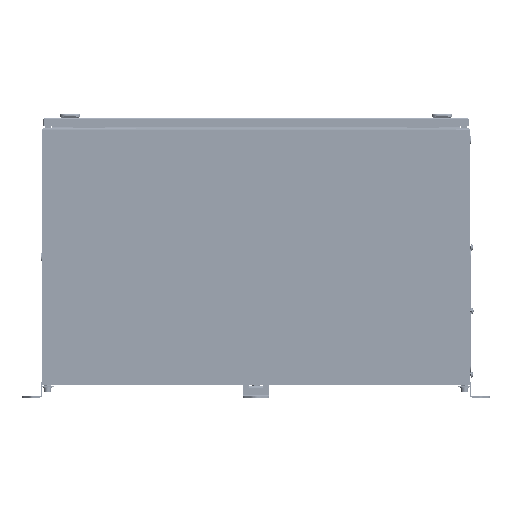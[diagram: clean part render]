
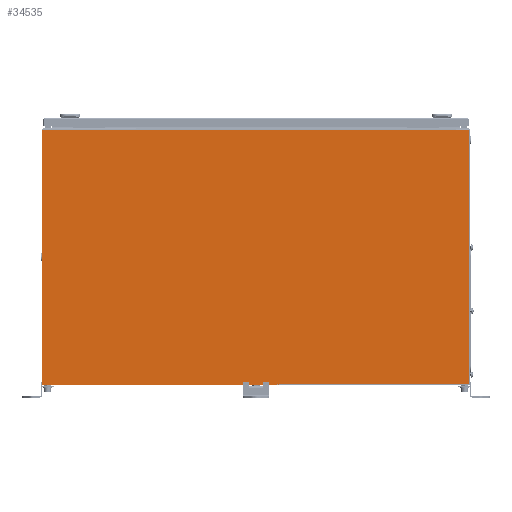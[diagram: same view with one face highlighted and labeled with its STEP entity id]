
A CAD part, left-side view. The second image highlights one B-rep face of the part: STEP entity #34535.
In plain terms, the highlighted face is planar.
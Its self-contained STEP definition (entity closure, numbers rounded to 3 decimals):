
#2023 = VECTOR ( 'NONE', #20662, 1000. ) ;
#2652 = ORIENTED_EDGE ( 'NONE', *, *, #13203, .F. ) ;
#3597 = EDGE_CURVE ( 'NONE', #17511, #10629, #16695, .T. ) ;
#6706 = CARTESIAN_POINT ( 'NONE',  ( 240.225, 400., -1.5 ) ) ;
#7361 = ORIENTED_EDGE ( 'NONE', *, *, #93531, .T. ) ;
#7986 = VERTEX_POINT ( 'NONE', #74843 ) ;
#10629 = VERTEX_POINT ( 'NONE', #68474 ) ;
#12974 = AXIS2_PLACEMENT_3D ( 'NONE', #91898, #85628, #18585 ) ;
#13203 = EDGE_CURVE ( 'NONE', #52129, #43167, #86745, .T. ) ;
#16695 = LINE ( 'NONE', #24360, #90339 ) ;
#17511 = VERTEX_POINT ( 'NONE', #67596 ) ;
#18585 = DIRECTION ( 'NONE',  ( 1., 0., 0. ) ) ;
#19466 = AXIS2_PLACEMENT_3D ( 'NONE', #86976, #77865, #57107 ) ;
#20662 = DIRECTION ( 'NONE',  ( -1., 0., 0. ) ) ;
#21200 = CARTESIAN_POINT ( 'NONE',  ( -237.225, 400., -1.5 ) ) ;
#21656 = CARTESIAN_POINT ( 'NONE',  ( -240.225, -397., -1.5 ) ) ;
#24360 = CARTESIAN_POINT ( 'NONE',  ( 240.225, -400., -1.5 ) ) ;
#27439 = DIRECTION ( 'NONE',  ( 0., -1., 0. ) ) ;
#28739 = EDGE_LOOP ( 'NONE', ( #40639, #38461, #73582, #7361, #2652, #92882 ) ) ;
#29115 = VECTOR ( 'NONE', #55597, 1000. ) ;
#33977 = EDGE_CURVE ( 'NONE', #17511, #45275, #80819, .T. ) ;
#34535 = ADVANCED_FACE ( 'NONE', ( #78319 ), #64329, .F. ) ;
#37542 = EDGE_CURVE ( 'NONE', #7986, #45275, #93628, .T. ) ;
#38461 = ORIENTED_EDGE ( 'NONE', *, *, #33977, .T. ) ;
#39279 = AXIS2_PLACEMENT_3D ( 'NONE', #90520, #40374, #76584 ) ;
#40374 = DIRECTION ( 'NONE',  ( 0., 0., -1. ) ) ;
#40639 = ORIENTED_EDGE ( 'NONE', *, *, #3597, .F. ) ;
#43167 = VERTEX_POINT ( 'NONE', #21200 ) ;
#45275 = VERTEX_POINT ( 'NONE', #21656 ) ;
#47524 = DIRECTION ( 'NONE',  ( 1., 0., 0. ) ) ;
#49772 = CARTESIAN_POINT ( 'NONE',  ( -240.225, -400., -1.5 ) ) ;
#50149 = CARTESIAN_POINT ( 'NONE',  ( 237.225, 400., -1.5 ) ) ;
#52129 = VERTEX_POINT ( 'NONE', #56617 ) ;
#55597 = DIRECTION ( 'NONE',  ( 0., -1., 0. ) ) ;
#56617 = CARTESIAN_POINT ( 'NONE',  ( 237.225, 400., -1.5 ) ) ;
#57107 = DIRECTION ( 'NONE',  ( 1., 0., 0. ) ) ;
#64329 = PLANE ( 'NONE',  #19466 ) ;
#65289 = CIRCLE ( 'NONE', #12974, 3. ) ;
#66580 = EDGE_CURVE ( 'NONE', #52129, #10629, #93538, .T. ) ;
#67596 = CARTESIAN_POINT ( 'NONE',  ( -237.225, -400., -1.5 ) ) ;
#68474 = CARTESIAN_POINT ( 'NONE',  ( 237.225, -400., -1.5 ) ) ;
#73582 = ORIENTED_EDGE ( 'NONE', *, *, #37542, .F. ) ;
#74843 = CARTESIAN_POINT ( 'NONE',  ( -240.225, 397., -1.5 ) ) ;
#76482 = VECTOR ( 'NONE', #27439, 1000. ) ;
#76584 = DIRECTION ( 'NONE',  ( 1., 0., 0. ) ) ;
#77865 = DIRECTION ( 'NONE',  ( 0., 0., 1. ) ) ;
#78319 = FACE_OUTER_BOUND ( 'NONE', #28739, .T. ) ;
#80819 = CIRCLE ( 'NONE', #39279, 3. ) ;
#85628 = DIRECTION ( 'NONE',  ( 0., 0., -1. ) ) ;
#86745 = LINE ( 'NONE', #6706, #2023 ) ;
#86976 = CARTESIAN_POINT ( 'NONE',  ( 0., 0., -1.5 ) ) ;
#90339 = VECTOR ( 'NONE', #47524, 1000. ) ;
#90520 = CARTESIAN_POINT ( 'NONE',  ( -237.225, -397., -1.5 ) ) ;
#91898 = CARTESIAN_POINT ( 'NONE',  ( -237.225, 397., -1.5 ) ) ;
#92882 = ORIENTED_EDGE ( 'NONE', *, *, #66580, .T. ) ;
#93531 = EDGE_CURVE ( 'NONE', #7986, #43167, #65289, .T. ) ;
#93538 = LINE ( 'NONE', #50149, #76482 ) ;
#93628 = LINE ( 'NONE', #49772, #29115 ) ;
